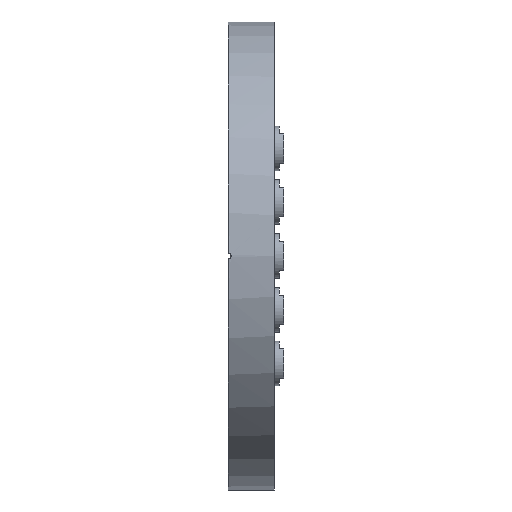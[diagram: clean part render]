
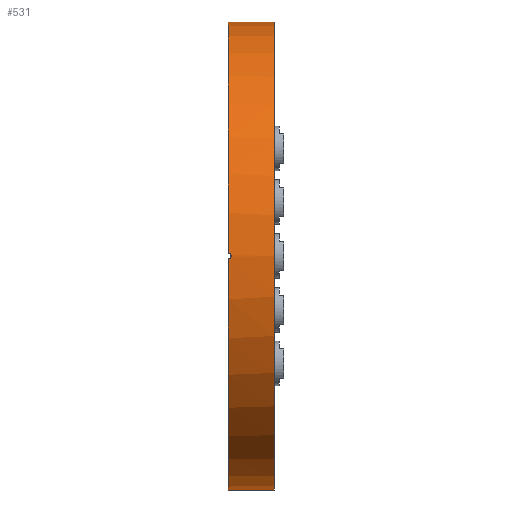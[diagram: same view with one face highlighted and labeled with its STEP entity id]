
A CAD part, left-side view. The second image highlights one B-rep face of the part: STEP entity #531.
In plain terms, the highlighted cylindrical face has radius 76.2 mm (diameter 152.4 mm), a partial arc.
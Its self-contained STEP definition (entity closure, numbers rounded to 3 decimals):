
#54 = CARTESIAN_POINT ( 'NONE',  ( 0., -15., 0. ) ) ;
#148 = CARTESIAN_POINT ( 'NONE',  ( -76.195, -0.504, 0.874 ) ) ;
#231 = CARTESIAN_POINT ( 'NONE',  ( -76.193, -0.132, 1. ) ) ;
#239 = CARTESIAN_POINT ( 'NONE',  ( -76.193, 0., 1. ) ) ;
#391 = CARTESIAN_POINT ( 'NONE',  ( 0., -15., -76.2 ) ) ;
#407 = CARTESIAN_POINT ( 'NONE',  ( 0., 0., 76.2 ) ) ;
#436 = DIRECTION ( 'NONE',  ( 0., 1., 0. ) ) ;
#447 = EDGE_CURVE ( 'NONE', #518, #4537, #4698, .T. ) ;
#470 = DIRECTION ( 'NONE',  ( 0., 0., 1. ) ) ;
#518 = VERTEX_POINT ( 'NONE', #3786 ) ;
#522 = CARTESIAN_POINT ( 'NONE',  ( 0., 0., 0. ) ) ;
#531 = ADVANCED_FACE ( 'NONE', ( #1375 ), #1251, .T. ) ;
#572 = AXIS2_PLACEMENT_3D ( 'NONE', #2752, #436, #1917 ) ;
#638 = EDGE_CURVE ( 'NONE', #1096, #518, #899, .T. ) ;
#659 = CARTESIAN_POINT ( 'NONE',  ( -76.2, -0.974, 0.263 ) ) ;
#670 = CARTESIAN_POINT ( 'NONE',  ( 0., -15., 76.2 ) ) ;
#716 = DIRECTION ( 'NONE',  ( 0., 1., 0. ) ) ;
#724 = B_SPLINE_CURVE_WITH_KNOTS ( 'NONE', 3,
 ( #239, #231, #1239, #148, #3433, #1339, #1388, #659, #1274, #2982, #4957, #2149, #937, #2626, #2639, #4614 ),
 .UNSPECIFIED., .F., .F.,
 ( 4, 2, 2, 2, 2, 2, 2, 4 ),
 ( 0., 0., 0.001, 0.001, 0.002, 0.002, 0.002, 0.003 ),
 .UNSPECIFIED. ) ;
#780 = VECTOR ( 'NONE', #1859, 1000. ) ;
#817 = AXIS2_PLACEMENT_3D ( 'NONE', #522, #716, #470 ) ;
#899 = LINE ( 'NONE', #391, #780 ) ;
#937 = CARTESIAN_POINT ( 'NONE',  ( -76.198, -0.801, -0.613 ) ) ;
#950 = AXIS2_PLACEMENT_3D ( 'NONE', #54, #4335, #3504 ) ;
#1062 = EDGE_CURVE ( 'NONE', #4179, #4537, #724, .T. ) ;
#1096 = VERTEX_POINT ( 'NONE', #1173 ) ;
#1173 = CARTESIAN_POINT ( 'NONE',  ( 0., -15., -76.2 ) ) ;
#1239 = CARTESIAN_POINT ( 'NONE',  ( -76.194, -0.262, 0.974 ) ) ;
#1240 = EDGE_CURVE ( 'NONE', #3452, #3960, #1890, .T. ) ;
#1244 = CARTESIAN_POINT ( 'NONE',  ( -76.193, 0., 1. ) ) ;
#1251 = CYLINDRICAL_SURFACE ( 'NONE', #572, 76.2 ) ;
#1261 = EDGE_CURVE ( 'NONE', #1096, #3452, #1699, .T. ) ;
#1274 = CARTESIAN_POINT ( 'NONE',  ( -76.2, -1., 0.131 ) ) ;
#1339 = CARTESIAN_POINT ( 'NONE',  ( -76.198, -0.799, 0.615 ) ) ;
#1375 = FACE_OUTER_BOUND ( 'NONE', #3822, .T. ) ;
#1388 = CARTESIAN_POINT ( 'NONE',  ( -76.198, -0.874, 0.503 ) ) ;
#1450 = CARTESIAN_POINT ( 'NONE',  ( -76.193, 0., -1. ) ) ;
#1472 = ORIENTED_EDGE ( 'NONE', *, *, #1062, .T. ) ;
#1577 = ORIENTED_EDGE ( 'NONE', *, *, #1240, .T. ) ;
#1699 = CIRCLE ( 'NONE', #950, 76.2 ) ;
#1741 = EDGE_CURVE ( 'NONE', #4179, #3960, #3896, .T. ) ;
#1822 = VECTOR ( 'NONE', #4227, 1000. ) ;
#1859 = DIRECTION ( 'NONE',  ( 0., 1., 0. ) ) ;
#1890 = LINE ( 'NONE', #3083, #1822 ) ;
#1917 = DIRECTION ( 'NONE',  ( 0., 0., 1. ) ) ;
#2149 = CARTESIAN_POINT ( 'NONE',  ( -76.198, -0.874, -0.503 ) ) ;
#2257 = AXIS2_PLACEMENT_3D ( 'NONE', #4327, #3878, #4899 ) ;
#2626 = CARTESIAN_POINT ( 'NONE',  ( -76.195, -0.521, -0.893 ) ) ;
#2639 = CARTESIAN_POINT ( 'NONE',  ( -76.193, -0.264, -1. ) ) ;
#2679 = ORIENTED_EDGE ( 'NONE', *, *, #1741, .F. ) ;
#2752 = CARTESIAN_POINT ( 'NONE',  ( 0., -15., 0. ) ) ;
#2982 = CARTESIAN_POINT ( 'NONE',  ( -76.2, -1., -0.13 ) ) ;
#3083 = CARTESIAN_POINT ( 'NONE',  ( 0., -15., 76.2 ) ) ;
#3285 = ORIENTED_EDGE ( 'NONE', *, *, #1261, .T. ) ;
#3433 = CARTESIAN_POINT ( 'NONE',  ( -76.196, -0.615, 0.799 ) ) ;
#3452 = VERTEX_POINT ( 'NONE', #670 ) ;
#3504 = DIRECTION ( 'NONE',  ( 0., 0., 1. ) ) ;
#3786 = CARTESIAN_POINT ( 'NONE',  ( 0., 0., -76.2 ) ) ;
#3822 = EDGE_LOOP ( 'NONE', ( #4845, #3285, #1577, #2679, #1472, #4961 ) ) ;
#3878 = DIRECTION ( 'NONE',  ( 0., 1., 0. ) ) ;
#3896 = CIRCLE ( 'NONE', #817, 76.2 ) ;
#3960 = VERTEX_POINT ( 'NONE', #407 ) ;
#4179 = VERTEX_POINT ( 'NONE', #1244 ) ;
#4227 = DIRECTION ( 'NONE',  ( 0., 1., 0. ) ) ;
#4327 = CARTESIAN_POINT ( 'NONE',  ( 0., 0., 0. ) ) ;
#4335 = DIRECTION ( 'NONE',  ( 0., 1., 0. ) ) ;
#4537 = VERTEX_POINT ( 'NONE', #1450 ) ;
#4614 = CARTESIAN_POINT ( 'NONE',  ( -76.193, 0., -1. ) ) ;
#4698 = CIRCLE ( 'NONE', #2257, 76.2 ) ;
#4845 = ORIENTED_EDGE ( 'NONE', *, *, #638, .F. ) ;
#4899 = DIRECTION ( 'NONE',  ( 0., 0., 1. ) ) ;
#4957 = CARTESIAN_POINT ( 'NONE',  ( -76.2, -0.974, -0.261 ) ) ;
#4961 = ORIENTED_EDGE ( 'NONE', *, *, #447, .F. ) ;
